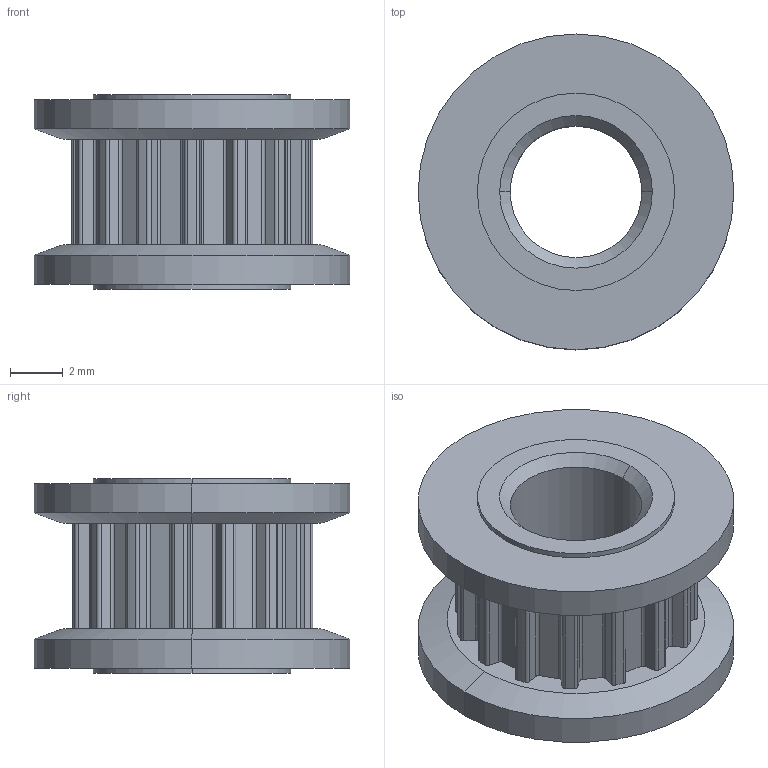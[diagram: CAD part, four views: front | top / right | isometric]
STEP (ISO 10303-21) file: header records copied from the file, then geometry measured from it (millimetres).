
FILE_DESCRIPTION (( 'STEP AP214' ), '1' );
FILE_NAME ('4333240000327.STEP', '2017-11-21T07:02:29', ( '13' ), ( '' ), 'SwSTEP 2.0', 'SolidWorks 2012', '' );
FILE_SCHEMA (( 'AUTOMOTIVE_DESIGN' ));
Length unit declared in the file: millimetre
Products named in the file (1): 4333240000327
Bounding box: 12 x 12 x 7.4 mm (x, y, z)
Volume: 416.3 mm3; surface area: 665.7 mm2
Topology: 1 solids, 1 shells, 144 faces, 406 edges, 268 vertices
Faces by surface type: cylinder 85, plane 51, cone 8
Entity records: 4762 total; most frequent: DIRECTION 874, CARTESIAN_POINT 819, ORIENTED_EDGE 812, EDGE_CURVE 406, AXIS2_PLACEMENT_3D 323, VERTEX_POINT 268, VECTOR 228, LINE 228
